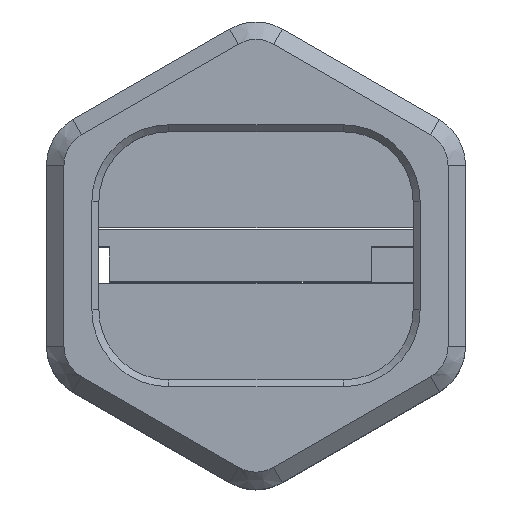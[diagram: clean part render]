
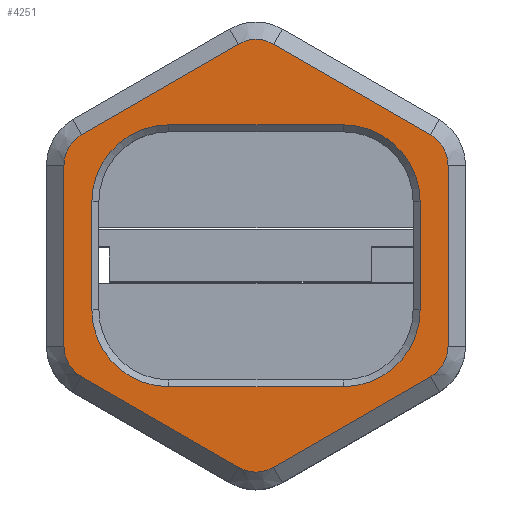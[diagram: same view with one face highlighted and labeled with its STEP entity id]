
A CAD part, top view. The second image highlights one B-rep face of the part: STEP entity #4251.
In plain terms, the highlighted planar face has unit normal (0, 0, 1).
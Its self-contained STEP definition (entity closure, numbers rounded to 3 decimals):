
#134=FACE_BOUND('',#656,.T.);
#174=CIRCLE('',#4431,4.4);
#176=CIRCLE('',#4434,2.);
#178=CIRCLE('',#4437,2.);
#180=CIRCLE('',#4440,2.);
#182=CIRCLE('',#4443,2.);
#184=CIRCLE('',#4447,2.);
#217=CIRCLE('',#4560,2.);
#218=CIRCLE('',#4567,4.4);
#223=CIRCLE('',#4596,4.4);
#224=CIRCLE('',#4606,4.4);
#429=FACE_OUTER_BOUND('',#655,.T.);
#655=EDGE_LOOP('',(#3622,#3623,#3624,#3625,#3626,#3627,#3628,#3629,#3630,
#3631,#3632,#3633));
#656=EDGE_LOOP('',(#3634,#3635,#3636,#3637,#3638,#3639,#3640,#3641));
#878=LINE('',#6364,#1356);
#1038=LINE('',#6788,#1516);
#1047=LINE('',#6813,#1525);
#1052=LINE('',#6822,#1530);
#1066=LINE('',#6859,#1544);
#1072=LINE('',#6871,#1550);
#1073=LINE('',#6873,#1551);
#1075=LINE('',#6879,#1553);
#1078=LINE('',#6885,#1556);
#1079=LINE('',#6887,#1557);
#1356=VECTOR('',#5076,10.);
#1516=VECTOR('',#5478,10.);
#1525=VECTOR('',#5509,10.);
#1530=VECTOR('',#5518,10.);
#1544=VECTOR('',#5570,10.);
#1550=VECTOR('',#5588,10.);
#1551=VECTOR('',#5591,10.);
#1553=VECTOR('',#5599,10.);
#1556=VECTOR('',#5608,10.);
#1557=VECTOR('',#5611,10.);
#1818=VERTEX_POINT('',#6321);
#1819=VERTEX_POINT('',#6323);
#1821=VERTEX_POINT('',#6328);
#1823=VERTEX_POINT('',#6332);
#1825=VERTEX_POINT('',#6337);
#1827=VERTEX_POINT('',#6341);
#1829=VERTEX_POINT('',#6346);
#1831=VERTEX_POINT('',#6350);
#1833=VERTEX_POINT('',#6355);
#1835=VERTEX_POINT('',#6359);
#1836=VERTEX_POINT('',#6363);
#1839=VERTEX_POINT('',#6371);
#1954=VERTEX_POINT('',#6774);
#1955=VERTEX_POINT('',#6776);
#1956=VERTEX_POINT('',#6790);
#1957=VERTEX_POINT('',#6791);
#1960=VERTEX_POINT('',#6812);
#1962=VERTEX_POINT('',#6821);
#1966=VERTEX_POINT('',#6855);
#1967=VERTEX_POINT('',#6875);
#2265=EDGE_CURVE('',#1818,#1819,#174,.T.);
#2270=EDGE_CURVE('',#1823,#1821,#176,.T.);
#2274=EDGE_CURVE('',#1827,#1825,#178,.T.);
#2278=EDGE_CURVE('',#1831,#1829,#180,.T.);
#2282=EDGE_CURVE('',#1835,#1833,#182,.T.);
#2283=EDGE_CURVE('',#1836,#1835,#878,.T.);
#2288=EDGE_CURVE('',#1839,#1836,#184,.T.);
#2487=EDGE_CURVE('',#1954,#1955,#217,.T.);
#2493=EDGE_CURVE('',#1829,#1827,#1038,.T.);
#2494=EDGE_CURVE('',#1956,#1957,#218,.T.);
#2506=EDGE_CURVE('',#1960,#1818,#1047,.T.);
#2511=EDGE_CURVE('',#1962,#1956,#1052,.T.);
#2527=EDGE_CURVE('',#1966,#1962,#223,.T.);
#2528=EDGE_CURVE('',#1825,#1823,#1066,.T.);
#2534=EDGE_CURVE('',#1821,#1839,#1072,.T.);
#2535=EDGE_CURVE('',#1819,#1966,#1073,.T.);
#2537=EDGE_CURVE('',#1967,#1960,#224,.T.);
#2538=EDGE_CURVE('',#1833,#1954,#1075,.T.);
#2541=EDGE_CURVE('',#1955,#1831,#1078,.T.);
#2542=EDGE_CURVE('',#1957,#1967,#1079,.T.);
#3622=ORIENTED_EDGE('',*,*,#2538,.F.);
#3623=ORIENTED_EDGE('',*,*,#2282,.F.);
#3624=ORIENTED_EDGE('',*,*,#2283,.F.);
#3625=ORIENTED_EDGE('',*,*,#2288,.F.);
#3626=ORIENTED_EDGE('',*,*,#2534,.F.);
#3627=ORIENTED_EDGE('',*,*,#2270,.F.);
#3628=ORIENTED_EDGE('',*,*,#2528,.F.);
#3629=ORIENTED_EDGE('',*,*,#2274,.F.);
#3630=ORIENTED_EDGE('',*,*,#2493,.F.);
#3631=ORIENTED_EDGE('',*,*,#2278,.F.);
#3632=ORIENTED_EDGE('',*,*,#2541,.F.);
#3633=ORIENTED_EDGE('',*,*,#2487,.F.);
#3634=ORIENTED_EDGE('',*,*,#2537,.F.);
#3635=ORIENTED_EDGE('',*,*,#2542,.F.);
#3636=ORIENTED_EDGE('',*,*,#2494,.F.);
#3637=ORIENTED_EDGE('',*,*,#2511,.F.);
#3638=ORIENTED_EDGE('',*,*,#2527,.F.);
#3639=ORIENTED_EDGE('',*,*,#2535,.F.);
#3640=ORIENTED_EDGE('',*,*,#2265,.F.);
#3641=ORIENTED_EDGE('',*,*,#2506,.F.);
#4042=PLANE('',#4611);
#4251=ADVANCED_FACE('',(#429,#134),#4042,.T.);
#4431=AXIS2_PLACEMENT_3D('',#6324,#5039,#5040);
#4434=AXIS2_PLACEMENT_3D('',#6334,#5048,#5049);
#4437=AXIS2_PLACEMENT_3D('',#6343,#5056,#5057);
#4440=AXIS2_PLACEMENT_3D('',#6352,#5064,#5065);
#4443=AXIS2_PLACEMENT_3D('',#6361,#5072,#5073);
#4447=AXIS2_PLACEMENT_3D('',#6373,#5084,#5085);
#4560=AXIS2_PLACEMENT_3D('',#6777,#5461,#5462);
#4567=AXIS2_PLACEMENT_3D('',#6792,#5481,#5482);
#4596=AXIS2_PLACEMENT_3D('',#6857,#5566,#5567);
#4606=AXIS2_PLACEMENT_3D('',#6877,#5595,#5596);
#4611=AXIS2_PLACEMENT_3D('',#6886,#5609,#5610);
#5039=DIRECTION('center_axis',(0.,0.,1.));
#5040=DIRECTION('ref_axis',(0.707,-0.707,0.));
#5048=DIRECTION('center_axis',(0.,0.,-1.));
#5049=DIRECTION('ref_axis',(0.866,0.5,0.));
#5056=DIRECTION('center_axis',(0.,0.,-1.));
#5057=DIRECTION('ref_axis',(0.,1.,0.));
#5064=DIRECTION('center_axis',(0.,0.,-1.));
#5065=DIRECTION('ref_axis',(-0.866,0.5,0.));
#5072=DIRECTION('center_axis',(0.,0.,-1.));
#5073=DIRECTION('ref_axis',(0.,-1.,0.));
#5076=DIRECTION('',(-0.866,-0.5,0.));
#5084=DIRECTION('center_axis',(0.,0.,-1.));
#5085=DIRECTION('ref_axis',(0.866,-0.5,0.));
#5461=DIRECTION('center_axis',(0.,0.,-1.));
#5462=DIRECTION('ref_axis',(-0.866,-0.5,0.));
#5478=DIRECTION('',(0.866,0.5,0.));
#5481=DIRECTION('center_axis',(0.,0.,1.));
#5482=DIRECTION('ref_axis',(-0.707,0.707,0.));
#5509=DIRECTION('',(1.,0.,0.));
#5518=DIRECTION('',(-1.,0.,0.));
#5566=DIRECTION('center_axis',(0.,0.,1.));
#5567=DIRECTION('ref_axis',(0.707,0.707,0.));
#5570=DIRECTION('',(0.866,-0.5,0.));
#5588=DIRECTION('',(0.,-1.,0.));
#5591=DIRECTION('',(0.,1.,0.));
#5595=DIRECTION('center_axis',(0.,0.,1.));
#5596=DIRECTION('ref_axis',(-0.707,-0.707,0.));
#5599=DIRECTION('',(-0.866,0.5,0.));
#5608=DIRECTION('',(0.,1.,0.));
#5609=DIRECTION('center_axis',(0.,0.,1.));
#5610=DIRECTION('ref_axis',(1.,0.,0.));
#5611=DIRECTION('',(0.,-1.,0.));
#6321=CARTESIAN_POINT('',(107.5,20.,11.));
#6323=CARTESIAN_POINT('',(111.9,24.4,11.));
#6324=CARTESIAN_POINT('Origin',(107.5,24.4,11.));
#6328=CARTESIAN_POINT('',(113.5,32.696,11.));
#6332=CARTESIAN_POINT('',(112.5,34.428,11.));
#6334=CARTESIAN_POINT('Origin',(111.5,32.696,11.));
#6337=CARTESIAN_POINT('',(103.5,39.624,11.));
#6341=CARTESIAN_POINT('',(101.5,39.624,11.));
#6343=CARTESIAN_POINT('Origin',(102.5,37.892,11.));
#6346=CARTESIAN_POINT('',(92.5,34.428,11.));
#6350=CARTESIAN_POINT('',(91.5,32.696,11.));
#6352=CARTESIAN_POINT('Origin',(93.5,32.696,11.));
#6355=CARTESIAN_POINT('',(101.5,15.376,11.));
#6359=CARTESIAN_POINT('',(103.5,15.376,11.));
#6361=CARTESIAN_POINT('Origin',(102.5,17.108,11.));
#6363=CARTESIAN_POINT('',(112.5,20.572,11.));
#6364=CARTESIAN_POINT('',(105.,16.242,11.));
#6371=CARTESIAN_POINT('',(113.5,22.304,11.));
#6373=CARTESIAN_POINT('Origin',(111.5,22.304,11.));
#6774=CARTESIAN_POINT('',(92.5,20.572,11.));
#6776=CARTESIAN_POINT('',(91.5,22.304,11.));
#6777=CARTESIAN_POINT('Origin',(93.5,22.304,11.));
#6788=CARTESIAN_POINT('',(100.,38.758,11.));
#6790=CARTESIAN_POINT('',(97.5,35.,11.));
#6791=CARTESIAN_POINT('',(93.1,30.6,11.));
#6792=CARTESIAN_POINT('Origin',(97.5,30.6,11.));
#6812=CARTESIAN_POINT('',(97.5,20.,11.));
#6813=CARTESIAN_POINT('',(105.,20.,11.));
#6821=CARTESIAN_POINT('',(107.5,35.,11.));
#6822=CARTESIAN_POINT('',(100.,35.,11.));
#6855=CARTESIAN_POINT('',(111.9,30.6,11.));
#6857=CARTESIAN_POINT('Origin',(107.5,30.6,11.));
#6859=CARTESIAN_POINT('',(111.,35.294,11.));
#6871=CARTESIAN_POINT('',(113.5,24.036,11.));
#6873=CARTESIAN_POINT('',(111.9,29.05,11.));
#6875=CARTESIAN_POINT('',(93.1,24.4,11.));
#6877=CARTESIAN_POINT('Origin',(97.5,24.4,11.));
#6879=CARTESIAN_POINT('',(94.,19.706,11.));
#6885=CARTESIAN_POINT('',(91.5,30.964,11.));
#6886=CARTESIAN_POINT('Origin',(102.5,27.5,11.));
#6887=CARTESIAN_POINT('',(93.1,25.95,11.));
